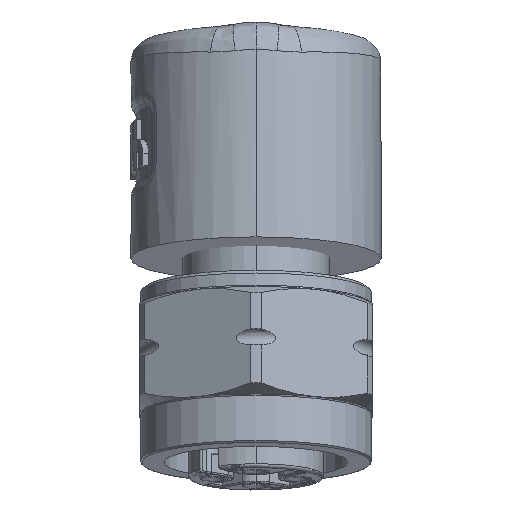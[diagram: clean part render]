
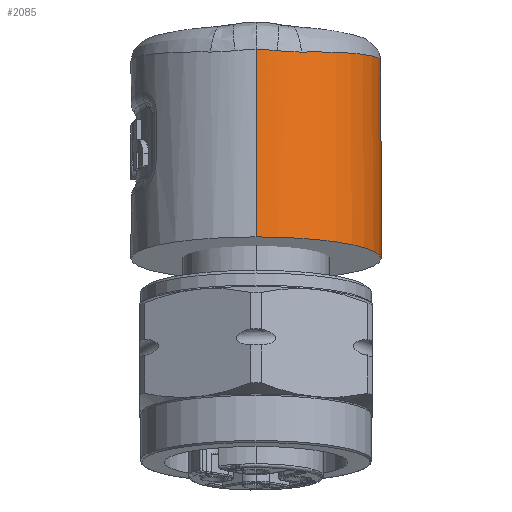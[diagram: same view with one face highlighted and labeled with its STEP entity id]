
A CAD part, front view. The second image highlights one B-rep face of the part: STEP entity #2085.
In plain terms, the highlighted cylindrical face has radius 7.5 mm (diameter 15 mm), a partial arc.
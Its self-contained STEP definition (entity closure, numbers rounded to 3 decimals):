
#2085=ADVANCED_FACE('',(#4433),#4434,.T.);
#4433=FACE_OUTER_BOUND('',#13847,.T.);
#4434=CYLINDRICAL_SURFACE('',#13848,7.5);
#13847=EDGE_LOOP('',(#26412,#26413,#26414,#26415,#26416,#26417,#26418,#26419,#26420,#26421,#26422));
#13848=AXIS2_PLACEMENT_3D('',#26423,#26424,#26425);
#26412=ORIENTED_EDGE('',*,*,#30954,.F.);
#26413=ORIENTED_EDGE('',*,*,#30955,.F.);
#26414=ORIENTED_EDGE('',*,*,#30956,.F.);
#26415=ORIENTED_EDGE('',*,*,#30952,.F.);
#26416=ORIENTED_EDGE('',*,*,#30945,.F.);
#26417=ORIENTED_EDGE('',*,*,#30957,.F.);
#26418=ORIENTED_EDGE('',*,*,#30958,.F.);
#26419=ORIENTED_EDGE('',*,*,#30889,.F.);
#26420=ORIENTED_EDGE('',*,*,#30959,.T.);
#26421=ORIENTED_EDGE('',*,*,#30887,.T.);
#26422=ORIENTED_EDGE('',*,*,#30960,.F.);
#26423=CARTESIAN_POINT('',(0.0,6.646,-7.682));
#26424=DIRECTION('',(0.0,-0.174,-0.985));
#26425=DIRECTION('',(0.0,-0.985,0.174));
#30887=EDGE_CURVE('',#34716,#34714,#34717,.T.);
#30889=EDGE_CURVE('',#34718,#34720,#34721,.T.);
#30945=EDGE_CURVE('',#34814,#34816,#34817,.T.);
#30952=EDGE_CURVE('',#34816,#34823,#34825,.T.);
#30954=EDGE_CURVE('',#34827,#34828,#34829,.T.);
#30955=EDGE_CURVE('',#34830,#34827,#34831,.T.);
#30956=EDGE_CURVE('',#34823,#34830,#34832,.T.);
#30957=EDGE_CURVE('',#34833,#34814,#34834,.T.);
#30958=EDGE_CURVE('',#34720,#34833,#34835,.T.);
#30959=EDGE_CURVE('',#34718,#34716,#34836,.T.);
#30960=EDGE_CURVE('',#34828,#34714,#34837,.T.);
#34714=VERTEX_POINT('',#40581);
#34716=VERTEX_POINT('',#40604);
#34717=LINE('',#40605,#40606);
#34718=VERTEX_POINT('',#40607);
#34720=VERTEX_POINT('',#40609);
#34721=LINE('',#40610,#40611);
#34814=VERTEX_POINT('',#41089);
#34816=VERTEX_POINT('',#41101);
#34817=B_SPLINE_CURVE_WITH_KNOTS('',3,(#41102,#41103,#41104,#41105,#41106,#41107,#41108,#41109,#41110,#41111,#41112,#41113,#41114,#41115,#41116),.UNSPECIFIED.,.F.,.F.,(4,1,1,1,1,1,1,1,1,1,1,1,4),(0.0,0.083,0.167,0.25,0.333,0.417,0.5,0.583,0.667,0.75,0.833,0.917,1.0),.UNSPECIFIED.);
#34823=VERTEX_POINT('',#41137);
#34825=B_SPLINE_CURVE_WITH_KNOTS('',3,(#41143,#41144,#41145,#41146,#41147,#41148),.UNSPECIFIED.,.F.,.F.,(4,1,1,4),(0.0,0.333,0.667,1.0),.UNSPECIFIED.);
#34827=VERTEX_POINT('',#41150);
#34828=VERTEX_POINT('',#41151);
#34829=B_SPLINE_CURVE_WITH_KNOTS('',3,(#41152,#41153,#41154,#41155,#41156,#41157),.UNSPECIFIED.,.F.,.F.,(4,1,1,4),(0.0,0.333,0.667,1.0),.UNSPECIFIED.);
#34830=VERTEX_POINT('',#41158);
#34831=B_SPLINE_CURVE_WITH_KNOTS('',3,(#41159,#41160,#41161,#41162,#41163,#41164),.UNSPECIFIED.,.F.,.F.,(4,1,1,4),(0.0,0.333,0.667,1.0),.UNSPECIFIED.);
#34832=B_SPLINE_CURVE_WITH_KNOTS('',3,(#41165,#41166,#41167,#41168,#41169,#41170),.UNSPECIFIED.,.F.,.F.,(4,1,1,4),(0.0,0.333,0.667,1.0),.UNSPECIFIED.);
#34833=VERTEX_POINT('',#41171);
#34834=B_SPLINE_CURVE_WITH_KNOTS('',3,(#41172,#41173,#41174,#41175,#41176,#41177),.UNSPECIFIED.,.F.,.F.,(4,1,1,4),(0.0,0.333,0.667,1.0),.UNSPECIFIED.);
#34835=B_SPLINE_CURVE_WITH_KNOTS('',3,(#41178,#41179,#41180,#41181,#41182,#41183,#41184,#41185),.UNSPECIFIED.,.F.,.F.,(4,1,1,1,1,4),(0.0,0.203,0.406,0.606,0.804,1.0),.UNSPECIFIED.);
#34836=CIRCLE('',#41186,7.5);
#34837=B_SPLINE_CURVE_WITH_KNOTS('',3,(#41187,#41188,#41189,#41190,#41191,#41192,#41193,#41194,#41195,#41196,#41197,#41198,#41199,#41200,#41201,#41202,#41203,#41204,#41205,#41206,#41207,#41208),.UNSPECIFIED.,.F.,.F.,(4,1,1,1,1,1,1,1,1,1,1,1,1,1,1,1,1,1,1,4),(0.0,0.053,0.105,0.158,0.211,0.263,0.316,0.368,0.421,0.474,0.526,0.579,0.632,0.684,0.737,0.789,0.842,0.895,0.947,1.0),.UNSPECIFIED.);
#40581=CARTESIAN_POINT('',(0.,14.348,-7.187));
#40604=CARTESIAN_POINT('',(0.,14.032,-8.984));
#40605=CARTESIAN_POINT('',(0.,14.032,-8.984));
#40606=VECTOR('',#47851,1.825);
#40607=CARTESIAN_POINT('',(0.0,-0.741,-6.379));
#40609=CARTESIAN_POINT('',(0.,1.239,4.847));
#40610=CARTESIAN_POINT('',(0.0,-0.741,-6.379));
#40611=VECTOR('',#47855,11.4);
#41089=CARTESIAN_POINT('',(2.72,1.732,4.701));
#41101=CARTESIAN_POINT('',(5.818,13.425,3.511));
#41102=CARTESIAN_POINT('',(2.72,1.732,4.701));
#41103=CARTESIAN_POINT('',(3.086,1.877,4.707));
#41104=CARTESIAN_POINT('',(3.796,2.226,4.71));
#41105=CARTESIAN_POINT('',(4.763,2.904,4.689));
#41106=CARTESIAN_POINT('',(5.613,3.722,4.644));
#41107=CARTESIAN_POINT('',(6.321,4.651,4.577));
#41108=CARTESIAN_POINT('',(6.89,5.702,4.488));
#41109=CARTESIAN_POINT('',(7.282,6.819,4.381));
#41110=CARTESIAN_POINT('',(7.492,7.984,4.257));
#41111=CARTESIAN_POINT('',(7.52,9.138,4.124));
#41112=CARTESIAN_POINT('',(7.361,10.32,3.976));
#41113=CARTESIAN_POINT('',(7.019,11.445,3.823));
#41114=CARTESIAN_POINT('',(6.508,12.494,3.667));
#41115=CARTESIAN_POINT('',(6.063,13.128,3.563));
#41116=CARTESIAN_POINT('',(5.818,13.425,3.511));
#41137=CARTESIAN_POINT('',(6.507,12.012,1.274));
#41143=CARTESIAN_POINT('',(5.818,13.425,3.511));
#41144=CARTESIAN_POINT('',(5.945,13.22,3.248));
#41145=CARTESIAN_POINT('',(6.158,12.838,2.731));
#41146=CARTESIAN_POINT('',(6.378,12.363,1.986));
#41147=CARTESIAN_POINT('',(6.471,12.117,1.509));
#41148=CARTESIAN_POINT('',(6.507,12.012,1.274));
#41150=CARTESIAN_POINT('',(6.569,11.604,-0.401));
#41151=CARTESIAN_POINT('',(6.536,11.568,-0.949));
#41152=CARTESIAN_POINT('',(6.569,11.604,-0.401));
#41153=CARTESIAN_POINT('',(6.569,11.594,-0.458));
#41154=CARTESIAN_POINT('',(6.568,11.576,-0.576));
#41155=CARTESIAN_POINT('',(6.557,11.563,-0.758));
#41156=CARTESIAN_POINT('',(6.544,11.565,-0.885));
#41157=CARTESIAN_POINT('',(6.536,11.568,-0.949));
#41158=CARTESIAN_POINT('',(6.561,11.795,0.599));
#41159=CARTESIAN_POINT('',(6.561,11.795,0.599));
#41160=CARTESIAN_POINT('',(6.562,11.774,0.488));
#41161=CARTESIAN_POINT('',(6.564,11.732,0.266));
#41162=CARTESIAN_POINT('',(6.567,11.667,-0.067));
#41163=CARTESIAN_POINT('',(6.568,11.625,-0.29));
#41164=CARTESIAN_POINT('',(6.569,11.604,-0.401));
#41165=CARTESIAN_POINT('',(6.507,12.012,1.274));
#41166=CARTESIAN_POINT('',(6.519,11.977,1.194));
#41167=CARTESIAN_POINT('',(6.539,11.913,1.038));
#41168=CARTESIAN_POINT('',(6.556,11.841,0.812));
#41169=CARTESIAN_POINT('',(6.561,11.808,0.669));
#41170=CARTESIAN_POINT('',(6.561,11.795,0.599));
#41171=CARTESIAN_POINT('',(1.266,1.337,4.784));
#41172=CARTESIAN_POINT('',(1.266,1.337,4.784));
#41173=CARTESIAN_POINT('',(1.44,1.364,4.765));
#41174=CARTESIAN_POINT('',(1.781,1.43,4.731));
#41175=CARTESIAN_POINT('',(2.267,1.564,4.702));
#41176=CARTESIAN_POINT('',(2.572,1.673,4.699));
#41177=CARTESIAN_POINT('',(2.72,1.732,4.701));
#41178=CARTESIAN_POINT('',(0.,1.239,4.847));
#41179=CARTESIAN_POINT('',(0.086,1.239,4.847));
#41180=CARTESIAN_POINT('',(0.259,1.242,4.846));
#41181=CARTESIAN_POINT('',(0.516,1.254,4.839));
#41182=CARTESIAN_POINT('',(0.769,1.274,4.828));
#41183=CARTESIAN_POINT('',(1.019,1.302,4.81));
#41184=CARTESIAN_POINT('',(1.184,1.325,4.794));
#41185=CARTESIAN_POINT('',(1.266,1.337,4.784));
#41186=AXIS2_PLACEMENT_3D('',#47867,#47868,#47869);
#41187=CARTESIAN_POINT('',(6.536,11.568,-0.949));
#41188=CARTESIAN_POINT('',(6.52,11.574,-1.077));
#41189=CARTESIAN_POINT('',(6.481,11.598,-1.342));
#41190=CARTESIAN_POINT('',(6.394,11.67,-1.769));
#41191=CARTESIAN_POINT('',(6.273,11.784,-2.227));
#41192=CARTESIAN_POINT('',(6.109,11.942,-2.719));
#41193=CARTESIAN_POINT('',(5.893,12.145,-3.24));
#41194=CARTESIAN_POINT('',(5.622,12.382,-3.772));
#41195=CARTESIAN_POINT('',(5.296,12.642,-4.298));
#41196=CARTESIAN_POINT('',(4.928,12.904,-4.791));
#41197=CARTESIAN_POINT('',(4.528,13.155,-5.239));
#41198=CARTESIAN_POINT('',(4.105,13.387,-5.637));
#41199=CARTESIAN_POINT('',(3.667,13.595,-5.984));
#41200=CARTESIAN_POINT('',(3.219,13.777,-6.282));
#41201=CARTESIAN_POINT('',(2.764,13.934,-6.534));
#41202=CARTESIAN_POINT('',(2.305,14.064,-6.741));
#41203=CARTESIAN_POINT('',(1.844,14.169,-6.907));
#41204=CARTESIAN_POINT('',(1.381,14.25,-7.034));
#41205=CARTESIAN_POINT('',(0.918,14.307,-7.123));
#41206=CARTESIAN_POINT('',(0.457,14.341,-7.175));
#41207=CARTESIAN_POINT('',(0.152,14.348,-7.187));
#41208=CARTESIAN_POINT('',(0.,14.348,-7.187));
#47851=DIRECTION('',(0.,0.174,0.985));
#47855=DIRECTION('',(0.,0.174,0.985));
#47867=CARTESIAN_POINT('',(0.0,6.646,-7.682));
#47868=DIRECTION('',(0.0,0.174,0.985));
#47869=DIRECTION('',(0.0,-0.985,0.174));
